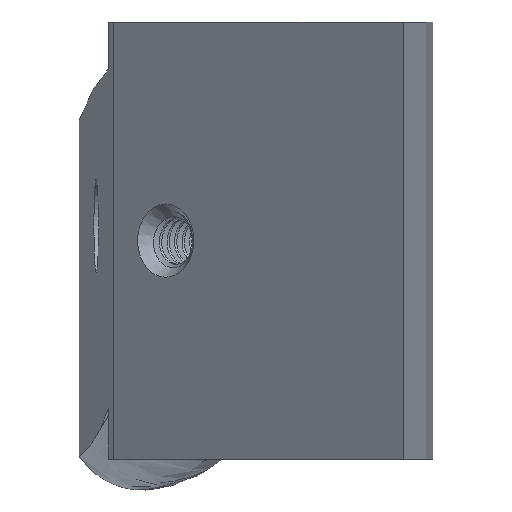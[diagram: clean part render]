
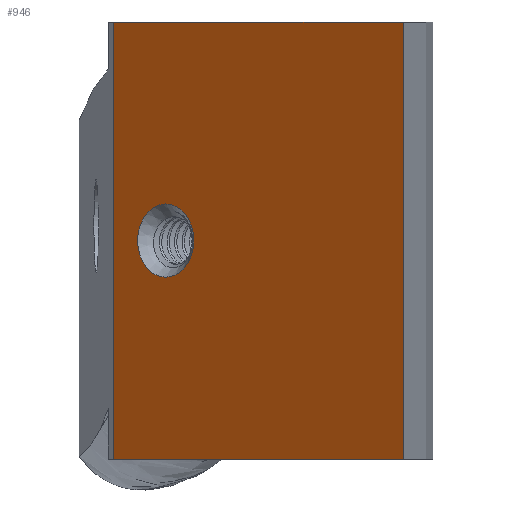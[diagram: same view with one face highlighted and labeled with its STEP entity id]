
A CAD part, left-side view. The second image highlights one B-rep face of the part: STEP entity #946.
In plain terms, the highlighted planar face has unit normal (-0.766, 0.643, 0).
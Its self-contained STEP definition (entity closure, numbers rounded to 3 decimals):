
#24 = VERTEX_POINT('',#25);
#25 = CARTESIAN_POINT('',(19.,35.39,270.05));
#32 = PLANE('',#33);
#33 = AXIS2_PLACEMENT_3D('',#34,#35,#36);
#34 = CARTESIAN_POINT('',(17.678,29.151,270.05));
#35 = DIRECTION('',(0.,0.,-1.));
#36 = DIRECTION('',(0.,1.,0.));
#44 = PLANE('',#45);
#45 = AXIS2_PLACEMENT_3D('',#46,#47,#48);
#46 = CARTESIAN_POINT('',(19.,35.39,0.));
#47 = DIRECTION('',(-0.049,0.999,0.));
#48 = DIRECTION('',(0.999,0.049,0.));
#118 = VERTEX_POINT('',#119);
#119 = CARTESIAN_POINT('',(10.713,25.514,270.05));
#138 = CYLINDRICAL_SURFACE('',#139,20.);
#139 = AXIS2_PLACEMENT_3D('',#140,#141,#142);
#140 = CARTESIAN_POINT('',(17.,44.5,270.05));
#141 = DIRECTION('',(0.,0.,-1.));
#142 = DIRECTION('',(1.,0.,0.));
#150 = EDGE_CURVE('',#24,#118,#151,.T.);
#151 = SURFACE_CURVE('',#152,(#156,#163),.PCURVE_S1.);
#152 = LINE('',#153,#154);
#153 = CARTESIAN_POINT('',(19.,35.39,270.05));
#154 = VECTOR('',#155,1.);
#155 = DIRECTION('',(-0.643,-0.766,0.));
#156 = PCURVE('',#32,#157);
#157 = DEFINITIONAL_REPRESENTATION('',(#158),#162);
#158 = LINE('',#159,#160);
#159 = CARTESIAN_POINT('',(6.239,1.322));
#160 = VECTOR('',#161,1.);
#161 = DIRECTION('',(-0.766,-0.643));
#162 = ( GEOMETRIC_REPRESENTATION_CONTEXT(2) 
PARAMETRIC_REPRESENTATION_CONTEXT() REPRESENTATION_CONTEXT('2D SPACE',''
  ) );
#163 = PCURVE('',#164,#169);
#164 = PLANE('',#165);
#165 = AXIS2_PLACEMENT_3D('',#166,#167,#168);
#166 = CARTESIAN_POINT('',(19.,35.39,270.05));
#167 = DIRECTION('',(0.766,-0.643,0.));
#168 = DIRECTION('',(-0.643,-0.766,0.));
#169 = DEFINITIONAL_REPRESENTATION('',(#170),#174);
#170 = LINE('',#171,#172);
#171 = CARTESIAN_POINT('',(0.,0.));
#172 = VECTOR('',#173,1.);
#173 = DIRECTION('',(1.,0.));
#174 = ( GEOMETRIC_REPRESENTATION_CONTEXT(2) 
PARAMETRIC_REPRESENTATION_CONTEXT() REPRESENTATION_CONTEXT('2D SPACE',''
  ) );
#238 = EDGE_CURVE('',#24,#239,#241,.T.);
#239 = VERTEX_POINT('',#240);
#240 = CARTESIAN_POINT('',(19.,35.39,284.95));
#241 = SURFACE_CURVE('',#242,(#246,#253),.PCURVE_S1.);
#242 = LINE('',#243,#244);
#243 = CARTESIAN_POINT('',(19.,35.39,270.05));
#244 = VECTOR('',#245,1.);
#245 = DIRECTION('',(0.,0.,1.));
#246 = PCURVE('',#44,#247);
#247 = DEFINITIONAL_REPRESENTATION('',(#248),#252);
#248 = LINE('',#249,#250);
#249 = CARTESIAN_POINT('',(0.,-270.05));
#250 = VECTOR('',#251,1.);
#251 = DIRECTION('',(0.,-1.));
#252 = ( GEOMETRIC_REPRESENTATION_CONTEXT(2) 
PARAMETRIC_REPRESENTATION_CONTEXT() REPRESENTATION_CONTEXT('2D SPACE',''
  ) );
#253 = PCURVE('',#164,#254);
#254 = DEFINITIONAL_REPRESENTATION('',(#255),#259);
#255 = LINE('',#256,#257);
#256 = CARTESIAN_POINT('',(0.,0.));
#257 = VECTOR('',#258,1.);
#258 = DIRECTION('',(0.,-1.));
#259 = ( GEOMETRIC_REPRESENTATION_CONTEXT(2) 
PARAMETRIC_REPRESENTATION_CONTEXT() REPRESENTATION_CONTEXT('2D SPACE',''
  ) );
#277 = PLANE('',#278);
#278 = AXIS2_PLACEMENT_3D('',#279,#280,#281);
#279 = CARTESIAN_POINT('',(17.678,29.151,284.95));
#280 = DIRECTION('',(0.,0.,-1.));
#281 = DIRECTION('',(0.,1.,0.));
#946 = ADVANCED_FACE('',(#947,#995),#164,.F.);
#947 = FACE_BOUND('',#948,.F.);
#948 = EDGE_LOOP('',(#949,#950,#973,#994));
#949 = ORIENTED_EDGE('',*,*,#238,.T.);
#950 = ORIENTED_EDGE('',*,*,#951,.T.);
#951 = EDGE_CURVE('',#239,#952,#954,.T.);
#952 = VERTEX_POINT('',#953);
#953 = CARTESIAN_POINT('',(10.713,25.514,284.95));
#954 = SURFACE_CURVE('',#955,(#959,#966),.PCURVE_S1.);
#955 = LINE('',#956,#957);
#956 = CARTESIAN_POINT('',(19.,35.39,284.95));
#957 = VECTOR('',#958,1.);
#958 = DIRECTION('',(-0.643,-0.766,0.));
#959 = PCURVE('',#164,#960);
#960 = DEFINITIONAL_REPRESENTATION('',(#961),#965);
#961 = LINE('',#962,#963);
#962 = CARTESIAN_POINT('',(0.,-14.9));
#963 = VECTOR('',#964,1.);
#964 = DIRECTION('',(1.,0.));
#965 = ( GEOMETRIC_REPRESENTATION_CONTEXT(2) 
PARAMETRIC_REPRESENTATION_CONTEXT() REPRESENTATION_CONTEXT('2D SPACE',''
  ) );
#966 = PCURVE('',#277,#967);
#967 = DEFINITIONAL_REPRESENTATION('',(#968),#972);
#968 = LINE('',#969,#970);
#969 = CARTESIAN_POINT('',(6.239,1.322));
#970 = VECTOR('',#971,1.);
#971 = DIRECTION('',(-0.766,-0.643));
#972 = ( GEOMETRIC_REPRESENTATION_CONTEXT(2) 
PARAMETRIC_REPRESENTATION_CONTEXT() REPRESENTATION_CONTEXT('2D SPACE',''
  ) );
#973 = ORIENTED_EDGE('',*,*,#974,.F.);
#974 = EDGE_CURVE('',#118,#952,#975,.T.);
#975 = SURFACE_CURVE('',#976,(#980,#987),.PCURVE_S1.);
#976 = LINE('',#977,#978);
#977 = CARTESIAN_POINT('',(10.713,25.514,270.05));
#978 = VECTOR('',#979,1.);
#979 = DIRECTION('',(0.,0.,1.));
#980 = PCURVE('',#164,#981);
#981 = DEFINITIONAL_REPRESENTATION('',(#982),#986);
#982 = LINE('',#983,#984);
#983 = CARTESIAN_POINT('',(12.892,0.));
#984 = VECTOR('',#985,1.);
#985 = DIRECTION('',(0.,-1.));
#986 = ( GEOMETRIC_REPRESENTATION_CONTEXT(2) 
PARAMETRIC_REPRESENTATION_CONTEXT() REPRESENTATION_CONTEXT('2D SPACE',''
  ) );
#987 = PCURVE('',#138,#988);
#988 = DEFINITIONAL_REPRESENTATION('',(#989),#993);
#989 = LINE('',#990,#991);
#990 = CARTESIAN_POINT('',(-4.393,0.));
#991 = VECTOR('',#992,1.);
#992 = DIRECTION('',(-0.,-1.));
#993 = ( GEOMETRIC_REPRESENTATION_CONTEXT(2) 
PARAMETRIC_REPRESENTATION_CONTEXT() REPRESENTATION_CONTEXT('2D SPACE',''
  ) );
#994 = ORIENTED_EDGE('',*,*,#150,.F.);
#995 = FACE_BOUND('',#996,.F.);
#996 = EDGE_LOOP('',(#997));
#997 = ORIENTED_EDGE('',*,*,#998,.F.);
#998 = EDGE_CURVE('',#999,#999,#1001,.T.);
#999 = VERTEX_POINT('',#1000);
#1000 = CARTESIAN_POINT('',(17.508,33.612,
    278.749));
#1001 = SURFACE_CURVE('',#1002,(#1007,#1014),.PCURVE_S1.);
#1002 = ELLIPSE('',#1003,1.249,1.249);
#1003 = AXIS2_PLACEMENT_3D('',#1004,#1005,#1006);
#1004 = CARTESIAN_POINT('',(17.508,33.612,277.5));
#1005 = DIRECTION('',(0.766,-0.643,0.)
  );
#1006 = DIRECTION('',(0.643,0.766,0.));
#1007 = PCURVE('',#164,#1008);
#1008 = DEFINITIONAL_REPRESENTATION('',(#1009),#1013);
#1009 = ELLIPSE('',#1010,1.249,1.249);
#1010 = AXIS2_PLACEMENT_2D('',#1011,#1012);
#1011 = CARTESIAN_POINT('',(2.32,-7.45));
#1012 = DIRECTION('',(-1.,0.));
#1013 = ( GEOMETRIC_REPRESENTATION_CONTEXT(2) 
PARAMETRIC_REPRESENTATION_CONTEXT() REPRESENTATION_CONTEXT('2D SPACE',''
  ) );
#1014 = PCURVE('',#1015,#1020);
#1015 = CONICAL_SURFACE('',#1016,1.25,0.785);
#1016 = AXIS2_PLACEMENT_3D('',#1017,#1018,#1019);
#1017 = CARTESIAN_POINT('',(17.508,33.613,277.5));
#1018 = DIRECTION('',(-0.766,0.643,0.));
#1019 = DIRECTION('',(0.,0.,1.));
#1020 = DEFINITIONAL_REPRESENTATION('',(#1021),#1031);
#1021 = B_SPLINE_CURVE_WITH_KNOTS('',8,(#1022,#1023,#1024,#1025,#1026,
    #1027,#1028,#1029,#1030),.UNSPECIFIED.,.F.,.F.,(9,9),(1.571
    ,7.854),.PIECEWISE_BEZIER_KNOTS.);
#1022 = CARTESIAN_POINT('',(6.283,-0.001));
#1023 = CARTESIAN_POINT('',(5.498,-0.001));
#1024 = CARTESIAN_POINT('',(4.712,-0.001));
#1025 = CARTESIAN_POINT('',(3.927,-0.001));
#1026 = CARTESIAN_POINT('',(3.142,-0.001));
#1027 = CARTESIAN_POINT('',(2.356,-0.001));
#1028 = CARTESIAN_POINT('',(1.571,-0.001));
#1029 = CARTESIAN_POINT('',(0.785,-0.001));
#1030 = CARTESIAN_POINT('',(0.,-0.001));
#1031 = ( GEOMETRIC_REPRESENTATION_CONTEXT(2) 
PARAMETRIC_REPRESENTATION_CONTEXT() REPRESENTATION_CONTEXT('2D SPACE',''
  ) );
